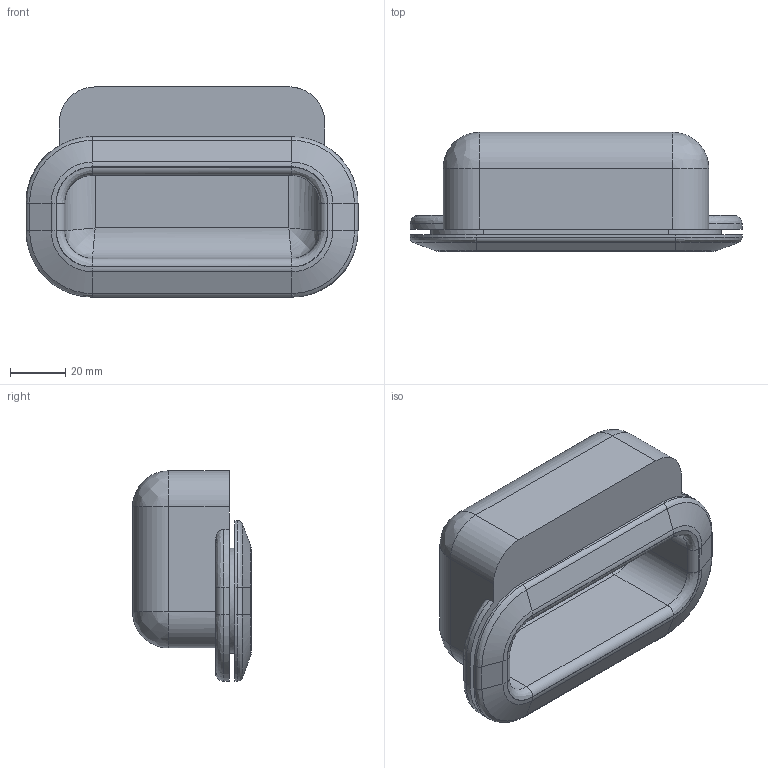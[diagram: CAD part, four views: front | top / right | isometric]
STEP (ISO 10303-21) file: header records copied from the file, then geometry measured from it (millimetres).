
FILE_DESCRIPTION((''),'2;1');
FILE_NAME('','2006-10-08T14:57:44',(''),(''),'','CADfix','');
FILE_SCHEMA(('AUTOMOTIVE_DESIGN'));
Length unit declared in the file: millimetre
Products named in the file (1): pull
Bounding box: 120 x 43 x 76 mm (x, y, z)
Volume: 66084.9 mm3; surface area: 46983.1 mm2
Topology: 1 solids, 1 shells, 105 faces, 238 edges, 136 vertices
Faces by surface type: bspline 105
Entity records: 2998 total; most frequent: CARTESIAN_POINT 1657, ORIENTED_EDGE 472, EDGE_CURVE 236, VERTEX_POINT 136, QUASI_UNIFORM_CURVE 120, EDGE_LOOP 108, FACE_OUTER_BOUND 105, ADVANCED_FACE 105
